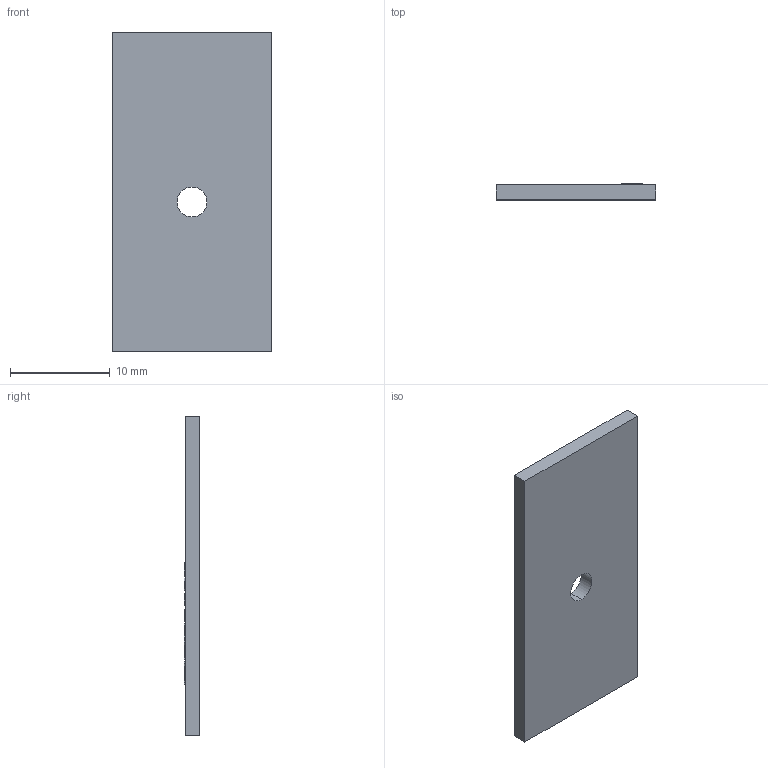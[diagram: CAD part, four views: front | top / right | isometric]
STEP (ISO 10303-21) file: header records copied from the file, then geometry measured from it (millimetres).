
FILE_DESCRIPTION (( 'STEP AP214' ), '1' );
FILE_NAME ('MAX6675-K PCB.STEP', '2019-10-13T11:30:16', ( '' ), ( '' ), 'SwSTEP 2.0', 'SolidWorks 2018', '' );
FILE_SCHEMA (( 'AUTOMOTIVE_DESIGN' ));
Length unit declared in the file: millimetre
Products named in the file (1): MAX6675-K PCB
Bounding box: 16 x 1.6 x 32 mm (x, y, z)
Volume: 758 mm3; surface area: 1174.7 mm2
Topology: 1 solids, 1 shells, 98 faces, 258 edges, 172 vertices
Faces by surface type: plane 70, bspline 26, cylinder 2
Entity records: 5405 total; most frequent: CARTESIAN_POINT 2155, ORIENTED_EDGE 516, DIRECTION 356, EDGE_CURVE 258, LINE 202, VECTOR 202, VERTEX_POINT 172, EDGE_LOOP 110
